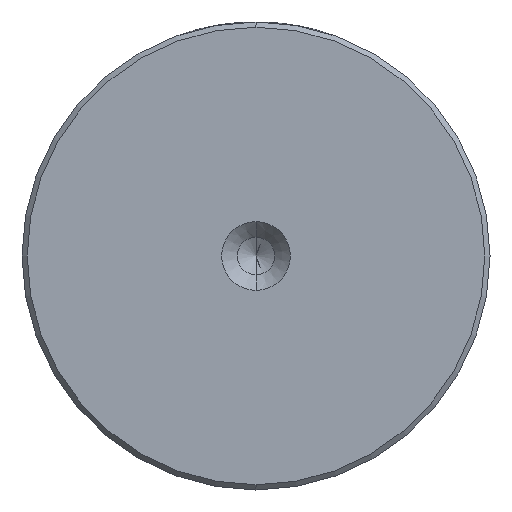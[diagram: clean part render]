
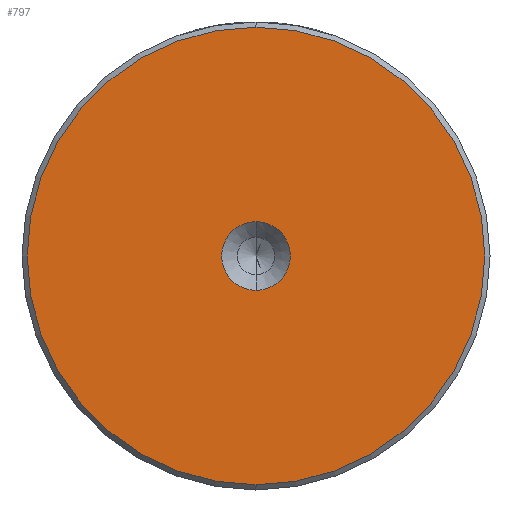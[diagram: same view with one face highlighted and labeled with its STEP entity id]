
A CAD part, left-side view. The second image highlights one B-rep face of the part: STEP entity #797.
In plain terms, the highlighted planar face has unit normal (-1, 0, 0).
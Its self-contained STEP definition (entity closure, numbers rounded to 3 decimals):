
#166 = FACE_BOUND ( 'NONE', #2196, .T. ) ;
#200 = CIRCLE ( 'NONE', #1558, 3.3 ) ;
#264 = AXIS2_PLACEMENT_3D ( 'NONE', #2140, #1036, #2320 ) ;
#303 = VERTEX_POINT ( 'NONE', #1089 ) ;
#366 = AXIS2_PLACEMENT_3D ( 'NONE', #1101, #2384, #1278 ) ;
#429 = EDGE_CURVE ( 'NONE', #1743, #724, #200, .T. ) ;
#536 = AXIS2_PLACEMENT_3D ( 'NONE', #1745, #1018, #2301 ) ;
#545 = ORIENTED_EDGE ( 'NONE', *, *, #1568, .F. ) ;
#716 = FACE_OUTER_BOUND ( 'NONE', #1701, .T. ) ;
#724 = VERTEX_POINT ( 'NONE', #1167 ) ;
#727 = CARTESIAN_POINT ( 'NONE',  ( 0., 0., 3.3 ) ) ;
#782 = DIRECTION ( 'NONE',  ( -1., 0., 0. ) ) ;
#797 = ADVANCED_FACE ( 'NONE', ( #716, #166 ), #822, .T. ) ;
#822 = PLANE ( 'NONE',  #536 ) ;
#878 = CARTESIAN_POINT ( 'NONE',  ( 0., 0., 0. ) ) ;
#929 = CIRCLE ( 'NONE', #366, 22. ) ;
#932 = CARTESIAN_POINT ( 'NONE',  ( 0., 0., -22. ) ) ;
#1018 = DIRECTION ( 'NONE',  ( -1., 0., 0. ) ) ;
#1036 = DIRECTION ( 'NONE',  ( -1., 0., 0. ) ) ;
#1067 = DIRECTION ( 'NONE',  ( 0., 0., 1. ) ) ;
#1089 = CARTESIAN_POINT ( 'NONE',  ( 0., 0., 22. ) ) ;
#1101 = CARTESIAN_POINT ( 'NONE',  ( 0., 0., 0. ) ) ;
#1106 = ORIENTED_EDGE ( 'NONE', *, *, #429, .F. ) ;
#1166 = CIRCLE ( 'NONE', #1388, 3.3 ) ;
#1167 = CARTESIAN_POINT ( 'NONE',  ( 0., 0., -3.3 ) ) ;
#1278 = DIRECTION ( 'NONE',  ( 0., 0., 1. ) ) ;
#1388 = AXIS2_PLACEMENT_3D ( 'NONE', #878, #2166, #1067 ) ;
#1393 = ORIENTED_EDGE ( 'NONE', *, *, #1462, .T. ) ;
#1403 = CIRCLE ( 'NONE', #264, 22. ) ;
#1462 = EDGE_CURVE ( 'NONE', #303, #1772, #1403, .T. ) ;
#1558 = AXIS2_PLACEMENT_3D ( 'NONE', #1899, #782, #2082 ) ;
#1568 = EDGE_CURVE ( 'NONE', #724, #1743, #1166, .T. ) ;
#1587 = ORIENTED_EDGE ( 'NONE', *, *, #1713, .T. ) ;
#1701 = EDGE_LOOP ( 'NONE', ( #1587, #1393 ) ) ;
#1713 = EDGE_CURVE ( 'NONE', #1772, #303, #929, .T. ) ;
#1743 = VERTEX_POINT ( 'NONE', #727 ) ;
#1745 = CARTESIAN_POINT ( 'NONE',  ( 0., 0., 0. ) ) ;
#1772 = VERTEX_POINT ( 'NONE', #932 ) ;
#1899 = CARTESIAN_POINT ( 'NONE',  ( 0., 0., 0. ) ) ;
#2082 = DIRECTION ( 'NONE',  ( 0., 0., 1. ) ) ;
#2140 = CARTESIAN_POINT ( 'NONE',  ( 0., 0., 0. ) ) ;
#2166 = DIRECTION ( 'NONE',  ( -1., 0., 0. ) ) ;
#2196 = EDGE_LOOP ( 'NONE', ( #1106, #545 ) ) ;
#2301 = DIRECTION ( 'NONE',  ( 0., 0., 1. ) ) ;
#2320 = DIRECTION ( 'NONE',  ( 0., 0., 1. ) ) ;
#2384 = DIRECTION ( 'NONE',  ( -1., 0., 0. ) ) ;
